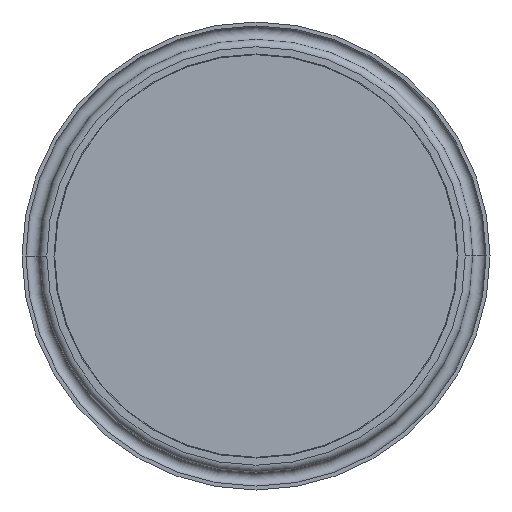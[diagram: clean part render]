
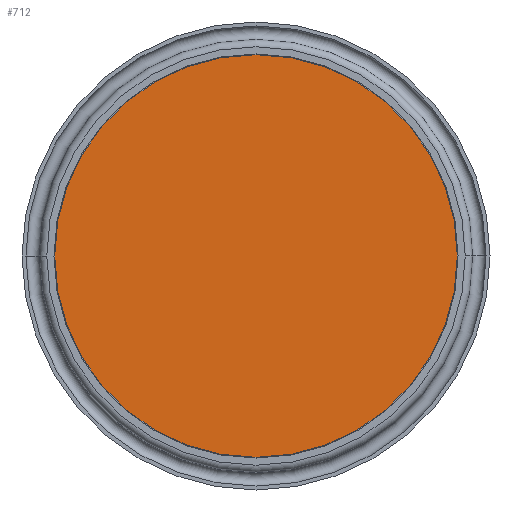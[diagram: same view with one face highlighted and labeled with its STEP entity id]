
A CAD part, front view. The second image highlights one B-rep face of the part: STEP entity #712.
In plain terms, the highlighted planar face has unit normal (0, -1, 0).
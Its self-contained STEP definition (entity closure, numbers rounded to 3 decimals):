
#1 = DIRECTION ( 'NONE',  ( 0., 0., -1. ) ) ;
#2 = EDGE_LOOP ( 'NONE', ( #94, #356 ) ) ;
#24 = EDGE_CURVE ( 'NONE', #465, #970, #310, .T. ) ;
#80 = AXIS2_PLACEMENT_3D ( 'NONE', #700, #687, #1 ) ;
#94 = ORIENTED_EDGE ( 'NONE', *, *, #819, .T. ) ;
#222 = CARTESIAN_POINT ( 'NONE',  ( 0., 0., 46.25 ) ) ;
#310 = CIRCLE ( 'NONE', #515, 46.25 ) ;
#356 = ORIENTED_EDGE ( 'NONE', *, *, #24, .T. ) ;
#376 = CARTESIAN_POINT ( 'NONE',  ( 0., 0., 0. ) ) ;
#447 = CARTESIAN_POINT ( 'NONE',  ( 0., 0., 0. ) ) ;
#457 = AXIS2_PLACEMENT_3D ( 'NONE', #447, #503, #523 ) ;
#465 = VERTEX_POINT ( 'NONE', #222 ) ;
#503 = DIRECTION ( 'NONE',  ( 0., 1., 0. ) ) ;
#515 = AXIS2_PLACEMENT_3D ( 'NONE', #376, #672, #966 ) ;
#523 = DIRECTION ( 'NONE',  ( 0., 0., 1. ) ) ;
#592 = PLANE ( 'NONE',  #457 ) ;
#643 = CIRCLE ( 'NONE', #80, 46.25 ) ;
#663 = FACE_OUTER_BOUND ( 'NONE', #2, .T. ) ;
#672 = DIRECTION ( 'NONE',  ( 0., -1., 0. ) ) ;
#687 = DIRECTION ( 'NONE',  ( 0., -1., 0. ) ) ;
#693 = CARTESIAN_POINT ( 'NONE',  ( 0., 0., -46.25 ) ) ;
#700 = CARTESIAN_POINT ( 'NONE',  ( 0., 0., 0. ) ) ;
#712 = ADVANCED_FACE ( 'NONE', ( #663 ), #592, .F. ) ;
#819 = EDGE_CURVE ( 'NONE', #970, #465, #643, .T. ) ;
#966 = DIRECTION ( 'NONE',  ( 0., 0., -1. ) ) ;
#970 = VERTEX_POINT ( 'NONE', #693 ) ;
